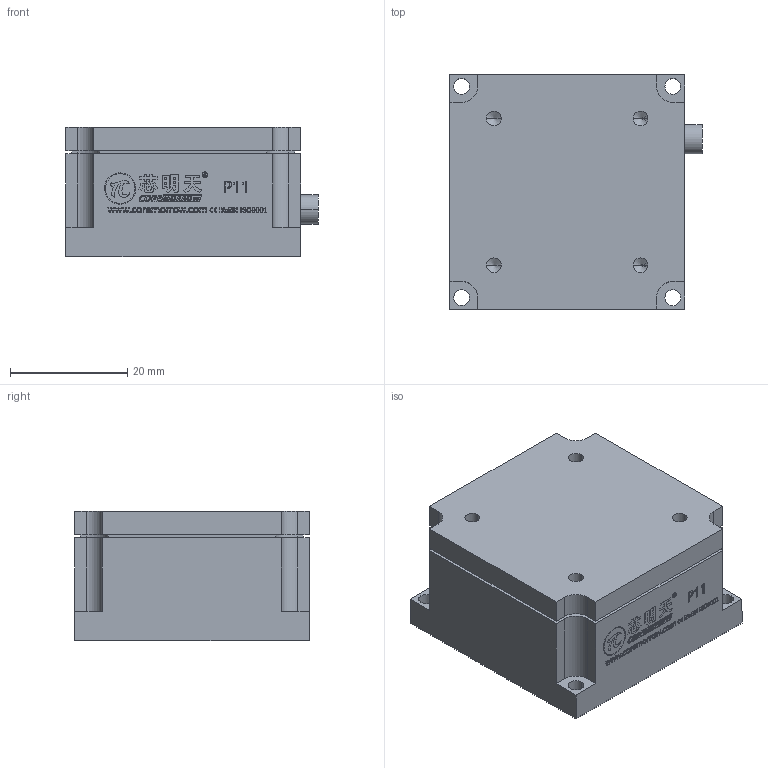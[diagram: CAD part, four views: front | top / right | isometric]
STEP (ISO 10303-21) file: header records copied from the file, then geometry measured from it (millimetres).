
FILE_DESCRIPTION (( 'STEP AP203' ), '1' );
FILE_NAME ('P11.X(Z)-B1俋倛芞.STEP', '2019-11-28T06:23:58', ( '' ), ( '' ), 'SwSTEP 2.0', 'SolidWorks 2016', '' );
FILE_SCHEMA (( 'CONFIG_CONTROL_DESIGN' ));
Length unit declared in the file: millimetre
Products named in the file (1): P11.X(Z)-B1俋倛芞
Bounding box: 43 x 40.02 x 22 mm (x, y, z)
Volume: 33562.5 mm3; surface area: 7242.9 mm2
Topology: 1 solids, 1 shells, 932 faces, 2518 edges, 1672 vertices
Faces by surface type: plane 511, bspline 374, cylinder 39, cone 8
Entity records: 40953 total; most frequent: CARTESIAN_POINT 19953, ORIENTED_EDGE 5020, DIRECTION 2958, EDGE_CURVE 2510, VECTOR 1684, LINE 1684, VERTEX_POINT 1672, EDGE_LOOP 1032
